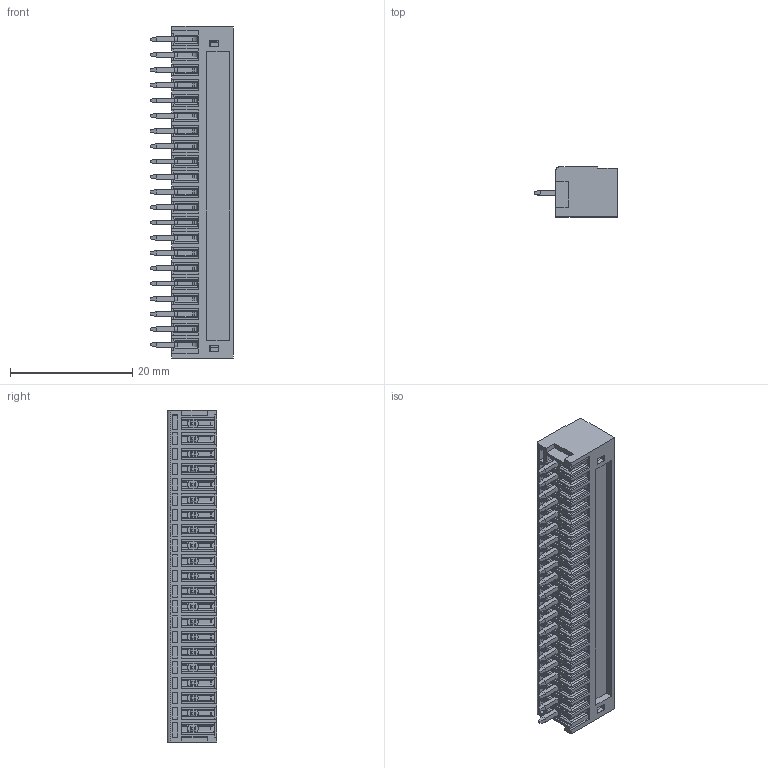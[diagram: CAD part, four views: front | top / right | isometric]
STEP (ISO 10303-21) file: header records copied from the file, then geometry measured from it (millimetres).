
FILE_DESCRIPTION((''),'2;1');
FILE_NAME('PRT0002','2024-09-18T',('sheji'),(''),'PRO/ENGINEER BY PARAMETRIC TECHNOLOGY CORPORATION, 2015240','PRO/ENGINEER BY PARAMETRIC TECHNOLOGY CORPORATION, 2015240','');
FILE_SCHEMA(('CONFIG_CONTROL_DESIGN'));
Products named in the file (1): PRT0002
Bounding box: 13.6 x 8.1 x 54.4 mm (x, y, z)
Volume: 2364.2 mm3; surface area: 4750.2 mm2
Topology: 1 solids, 1 shells, 1934 faces, 5142 edges, 3296 vertices
Faces by surface type: plane 1663, cylinder 187, cone 84
Entity records: 58871 total; most frequent: CARTESIAN_POINT 10543, ORIENTED_EDGE 10284, DIRECTION 9489, EDGE_CURVE 5142, VECTOR 4537, LINE 4537, VERTEX_POINT 3296, AXIS2_PLACEMENT_3D 2476
